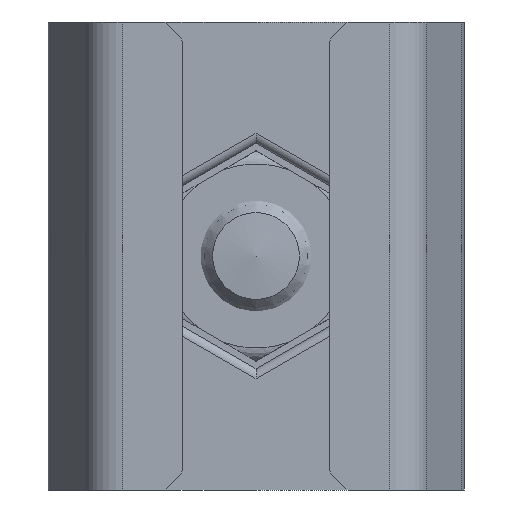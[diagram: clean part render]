
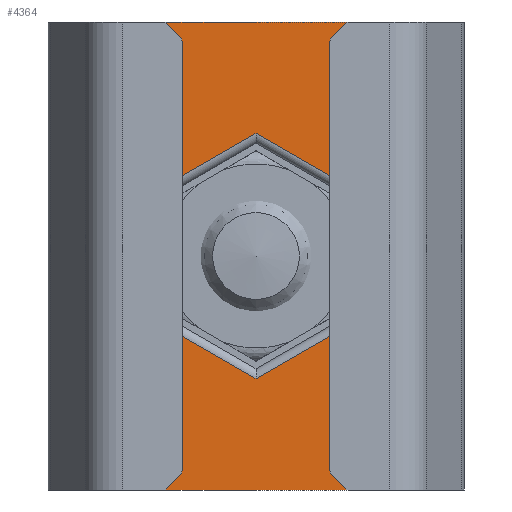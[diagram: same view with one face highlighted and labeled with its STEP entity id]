
A CAD part, front view. The second image highlights one B-rep face of the part: STEP entity #4364.
In plain terms, the highlighted planar face has unit normal (0, -1, 0).
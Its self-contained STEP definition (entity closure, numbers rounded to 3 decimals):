
#375=FACE_BOUND('',#782,.T.);
#404=PLANE('',#4740);
#528=FACE_OUTER_BOUND('',#781,.T.);
#781=EDGE_LOOP('',(#3004,#3005,#3006,#3007,#3008,#3009,#3010,#3011,#3012,
#3013,#3014,#3015));
#782=EDGE_LOOP('',(#3016,#3017,#3018,#3019,#3020,#3021));
#1057=ELLIPSE('',#4741,5.121,3.621);
#1058=ELLIPSE('',#4742,5.121,3.621);
#1086=LINE('',#6118,#1476);
#1088=LINE('',#6127,#1478);
#1090=LINE('',#6133,#1480);
#1092=LINE('',#6139,#1482);
#1094=LINE('',#6143,#1484);
#1096=LINE('',#6146,#1486);
#1104=LINE('',#6164,#1494);
#1105=LINE('',#6166,#1495);
#1106=LINE('',#6168,#1496);
#1107=LINE('',#6170,#1497);
#1108=LINE('',#6172,#1498);
#1109=LINE('',#6176,#1499);
#1110=LINE('',#6178,#1500);
#1111=LINE('',#6180,#1501);
#1112=LINE('',#6182,#1502);
#1113=LINE('',#6184,#1503);
#1476=VECTOR('',#5064,10.);
#1478=VECTOR('',#5072,10.);
#1480=VECTOR('',#5078,10.);
#1482=VECTOR('',#5084,10.);
#1484=VECTOR('',#5090,10.);
#1486=VECTOR('',#5094,10.);
#1494=VECTOR('',#5110,10.);
#1495=VECTOR('',#5111,10.);
#1496=VECTOR('',#5112,10.);
#1497=VECTOR('',#5113,10.);
#1498=VECTOR('',#5114,10.);
#1499=VECTOR('',#5117,10.);
#1500=VECTOR('',#5118,10.);
#1501=VECTOR('',#5119,10.);
#1502=VECTOR('',#5120,10.);
#1503=VECTOR('',#5121,10.);
#1867=VERTEX_POINT('',#6115);
#1868=VERTEX_POINT('',#6117);
#1871=VERTEX_POINT('',#6124);
#1872=VERTEX_POINT('',#6126);
#1874=VERTEX_POINT('',#6132);
#1876=VERTEX_POINT('',#6138);
#1881=VERTEX_POINT('',#6162);
#1882=VERTEX_POINT('',#6163);
#1883=VERTEX_POINT('',#6165);
#1884=VERTEX_POINT('',#6167);
#1885=VERTEX_POINT('',#6169);
#1886=VERTEX_POINT('',#6171);
#1887=VERTEX_POINT('',#6173);
#1888=VERTEX_POINT('',#6175);
#1889=VERTEX_POINT('',#6177);
#1890=VERTEX_POINT('',#6179);
#1891=VERTEX_POINT('',#6181);
#1892=VERTEX_POINT('',#6183);
#2306=EDGE_CURVE('',#1867,#1868,#1086,.T.);
#2310=EDGE_CURVE('',#1871,#1872,#1088,.T.);
#2313=EDGE_CURVE('',#1872,#1874,#1090,.T.);
#2316=EDGE_CURVE('',#1874,#1876,#1092,.T.);
#2319=EDGE_CURVE('',#1876,#1867,#1094,.T.);
#2321=EDGE_CURVE('',#1868,#1871,#1096,.T.);
#2329=EDGE_CURVE('',#1881,#1882,#1104,.T.);
#2330=EDGE_CURVE('',#1883,#1882,#1105,.T.);
#2331=EDGE_CURVE('',#1883,#1884,#1106,.T.);
#2332=EDGE_CURVE('',#1885,#1884,#1107,.T.);
#2333=EDGE_CURVE('',#1885,#1886,#1108,.T.);
#2334=EDGE_CURVE('',#1887,#1886,#1057,.F.);
#2335=EDGE_CURVE('',#1887,#1888,#1109,.F.);
#2336=EDGE_CURVE('',#1889,#1888,#1110,.T.);
#2337=EDGE_CURVE('',#1889,#1890,#1111,.T.);
#2338=EDGE_CURVE('',#1891,#1890,#1112,.T.);
#2339=EDGE_CURVE('',#1891,#1892,#1113,.F.);
#2340=EDGE_CURVE('',#1881,#1892,#1058,.F.);
#3004=ORIENTED_EDGE('',*,*,#2329,.T.);
#3005=ORIENTED_EDGE('',*,*,#2330,.F.);
#3006=ORIENTED_EDGE('',*,*,#2331,.T.);
#3007=ORIENTED_EDGE('',*,*,#2332,.F.);
#3008=ORIENTED_EDGE('',*,*,#2333,.T.);
#3009=ORIENTED_EDGE('',*,*,#2334,.F.);
#3010=ORIENTED_EDGE('',*,*,#2335,.T.);
#3011=ORIENTED_EDGE('',*,*,#2336,.F.);
#3012=ORIENTED_EDGE('',*,*,#2337,.T.);
#3013=ORIENTED_EDGE('',*,*,#2338,.F.);
#3014=ORIENTED_EDGE('',*,*,#2339,.T.);
#3015=ORIENTED_EDGE('',*,*,#2340,.F.);
#3016=ORIENTED_EDGE('',*,*,#2310,.F.);
#3017=ORIENTED_EDGE('',*,*,#2321,.F.);
#3018=ORIENTED_EDGE('',*,*,#2306,.F.);
#3019=ORIENTED_EDGE('',*,*,#2319,.F.);
#3020=ORIENTED_EDGE('',*,*,#2316,.F.);
#3021=ORIENTED_EDGE('',*,*,#2313,.F.);
#4364=ADVANCED_FACE('',(#528,#375),#404,.T.);
#4740=AXIS2_PLACEMENT_3D('',#6161,#5108,#5109);
#4741=AXIS2_PLACEMENT_3D('',#6174,#5115,#5116);
#4742=AXIS2_PLACEMENT_3D('',#6185,#5122,#5123);
#5064=DIRECTION('',(0.866,0.,-0.5));
#5072=DIRECTION('',(0.,0.,1.));
#5078=DIRECTION('',(-0.866,0.,0.5));
#5084=DIRECTION('',(-0.866,0.,-0.5));
#5090=DIRECTION('',(0.,0.,-1.));
#5094=DIRECTION('',(0.866,0.,0.5));
#5108=DIRECTION('center_axis',(0.,-1.,0.));
#5109=DIRECTION('ref_axis',(0.,0.,-1.));
#5110=DIRECTION('',(0.816,0.,0.577));
#5111=DIRECTION('',(0.,0.,-1.));
#5112=DIRECTION('',(-1.,0.,0.));
#5113=DIRECTION('',(0.,0.,1.));
#5114=DIRECTION('',(0.816,0.,-0.577));
#5115=DIRECTION('center_axis',(0.,1.,0.));
#5116=DIRECTION('ref_axis',(1.,0.,0.));
#5117=DIRECTION('',(0.816,0.,0.577));
#5118=DIRECTION('',(0.,0.,1.));
#5119=DIRECTION('',(1.,0.,0.));
#5120=DIRECTION('',(0.,0.,-1.));
#5121=DIRECTION('',(0.816,0.,-0.577));
#5122=DIRECTION('center_axis',(0.,1.,0.));
#5123=DIRECTION('ref_axis',(-1.,0.,0.));
#6115=CARTESIAN_POINT('',(-12.25,39.5,-7.073));
#6117=CARTESIAN_POINT('',(0.,39.5,-14.145));
#6118=CARTESIAN_POINT('',(-1.062,39.5,-13.532));
#6124=CARTESIAN_POINT('',(12.25,39.5,-7.073));
#6126=CARTESIAN_POINT('',(12.25,39.5,7.073));
#6127=CARTESIAN_POINT('',(12.25,39.5,-3.248));
#6132=CARTESIAN_POINT('',(0.,39.5,14.145));
#6133=CARTESIAN_POINT('',(16.813,39.5,4.438));
#6138=CARTESIAN_POINT('',(-12.25,39.5,7.073));
#6139=CARTESIAN_POINT('',(4.563,39.5,16.779));
#6143=CARTESIAN_POINT('',(-12.25,39.5,3.248));
#6146=CARTESIAN_POINT('',(11.188,39.5,-7.686));
#6161=CARTESIAN_POINT('Origin',(21.,39.5,0.));
#6162=CARTESIAN_POINT('',(19.,39.5,2.561));
#6163=CARTESIAN_POINT('',(19.5,39.5,2.914));
#6164=CARTESIAN_POINT('',(19.138,39.5,2.658));
#6165=CARTESIAN_POINT('',(19.5,39.5,27.));
#6166=CARTESIAN_POINT('',(19.5,39.5,0.));
#6167=CARTESIAN_POINT('',(-19.5,39.5,27.));
#6168=CARTESIAN_POINT('',(21.,39.5,27.));
#6169=CARTESIAN_POINT('',(-19.5,39.5,2.914));
#6170=CARTESIAN_POINT('',(-19.5,39.5,0.));
#6171=CARTESIAN_POINT('',(-19.,39.5,2.561));
#6172=CARTESIAN_POINT('',(-5.138,39.5,-7.241));
#6173=CARTESIAN_POINT('',(-19.,39.5,-2.561));
#6174=CARTESIAN_POINT('Origin',(-22.621,39.5,0.));
#6175=CARTESIAN_POINT('',(-19.5,39.5,-2.914));
#6176=CARTESIAN_POINT('',(-5.138,39.5,7.241));
#6177=CARTESIAN_POINT('',(-19.5,39.5,-27.));
#6178=CARTESIAN_POINT('',(-19.5,39.5,0.));
#6179=CARTESIAN_POINT('',(19.5,39.5,-27.));
#6180=CARTESIAN_POINT('',(21.,39.5,-27.));
#6181=CARTESIAN_POINT('',(19.5,39.5,-2.914));
#6182=CARTESIAN_POINT('',(19.5,39.5,0.));
#6183=CARTESIAN_POINT('',(19.,39.5,-2.561));
#6184=CARTESIAN_POINT('',(19.138,39.5,-2.658));
#6185=CARTESIAN_POINT('Origin',(22.621,39.5,0.));
